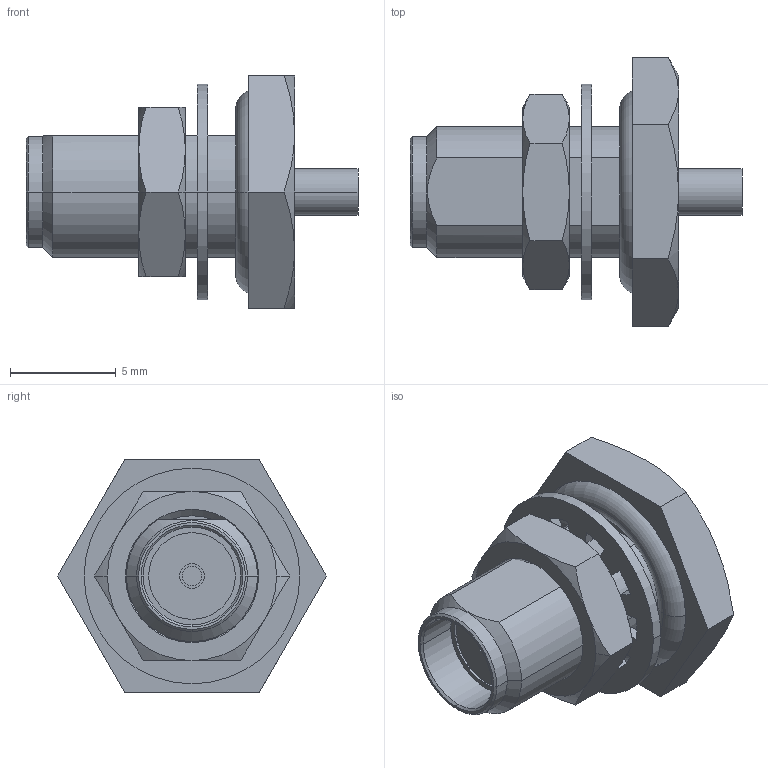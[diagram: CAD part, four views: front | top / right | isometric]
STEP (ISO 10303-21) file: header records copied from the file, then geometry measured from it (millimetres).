
FILE_DESCRIPTION (( 'STEP AP214' ), '1' );
FILE_NAME ('FMCN51271_3D.step', '2026-03-06T18:16:28', ( '' ), ( '' ), 'SwSTEP 2.0', 'SolidWorks 2025', '' );
FILE_SCHEMA (( 'AUTOMOTIVE_DESIGN' ));
Length unit declared in the file: inch
Products named in the file (6): sma8305-0047(2)^FMCN51271; FMCN51271_3D; SMA8500-5^sma8305-0047(2)_FMCN51271; SMA8305-4^sma8305-0047(2)_FMCN51271; SMA8500-4^sma8305-0047(2)_FMCN51271; SMA8305-0047^sma8305-0047(2)_FMCN51271
Assembly tree (5 placements, depth 3):
  FMCN51271_3D
    sma8305-0047(2)^FMCN51271
      SMA8305-0047^sma8305-0047(2)_FMCN51271
      SMA8305-4^sma8305-0047(2)_FMCN51271
      SMA8500-4^sma8305-0047(2)_FMCN51271
      SMA8500-5^sma8305-0047(2)_FMCN51271
Bounding box: 15.7 x 12.7 x 11 mm (x, y, z)
Volume: 593.4 mm3; surface area: 1009.5 mm2
Topology: 4 solids, 4 shells, 136 faces, 325 edges, 203 vertices
Faces by surface type: plane 48, cylinder 45, cone 21, sphere 16, torus 6
Entity records: 4299 total; most frequent: CARTESIAN_POINT 814, DIRECTION 773, ORIENTED_EDGE 650, EDGE_CURVE 325, AXIS2_PLACEMENT_3D 316, VERTEX_POINT 203, CIRCLE 171, EDGE_LOOP 148
